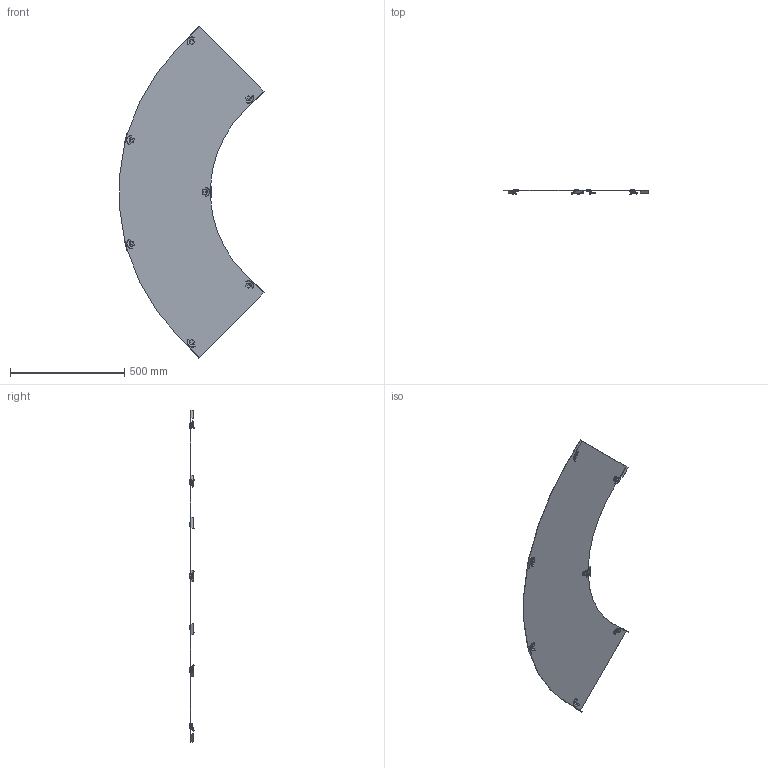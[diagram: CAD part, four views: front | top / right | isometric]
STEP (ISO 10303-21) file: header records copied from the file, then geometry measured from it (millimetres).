
FILE_DESCRIPTION (( 'STEP AP214' ), '1' );
FILE_NAME ('6239265.stp', '2021-01-04T08:38:31', ( '' ), ( '' ), 'SwSTEP 2.0', 'SolidWorks 2020', '' );
FILE_SCHEMA (( 'AUTOMOTIVE_DESIGN' ));
Length unit declared in the file: millimetre
Products named in the file (11): 6239265; 099600_Standard; 109905_quadratisch; 120072_Standard; 164240_400
Assembly tree (22 placements, depth 3):
  6239265
    164240_400
    120072_Standard
      099600_Standard
      109905_quadratisch
    120072_Standard
      099600_Standard
      109905_quadratisch
    120072_Standard
      099600_Standard
      109905_quadratisch
    120072_Standard
      099600_Standard
      109905_quadratisch
    120072_Standard
      099600_Standard
      109905_quadratisch
    120072_Standard
      099600_Standard
      109905_quadratisch
    120072_Standard
      099600_Standard
      109905_quadratisch
Bounding box: 633.87 x 21.36 x 1453.1 mm (x, y, z)
Volume: 835316.5 mm3; surface area: 1113266.2 mm2
Topology: 15 solids, 15 shells, 769 faces, 1944 edges, 1219 vertices
Faces by surface type: plane 295, bspline 238, cylinder 117, cone 91, torus 28
Entity records: 7709 total; most frequent: CARTESIAN_POINT 3167, ORIENTED_EDGE 908, DIRECTION 831, EDGE_CURVE 454, AXIS2_PLACEMENT_3D 306, VERTEX_POINT 277, VECTOR 219, LINE 219
